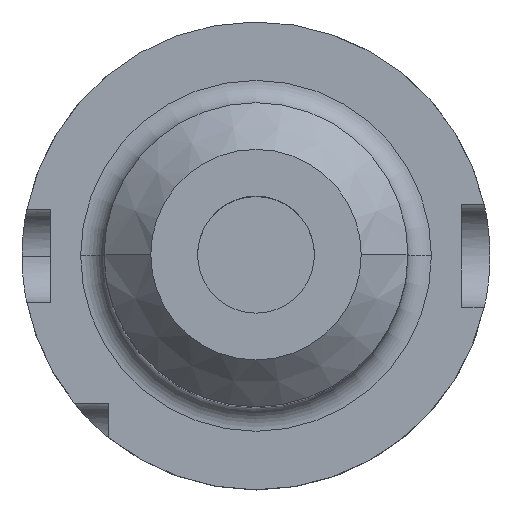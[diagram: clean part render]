
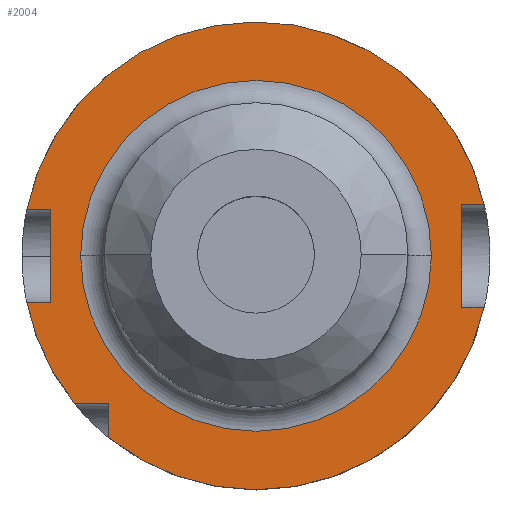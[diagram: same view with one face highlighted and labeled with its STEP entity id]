
A CAD part, top view. The second image highlights one B-rep face of the part: STEP entity #2004.
In plain terms, the highlighted planar face has unit normal (0, 0, 1).
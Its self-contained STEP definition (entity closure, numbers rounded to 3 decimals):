
#16 = CARTESIAN_POINT ( 'NONE',  ( 0., 0., 29. ) ) ;
#34 = VERTEX_POINT ( 'NONE', #484 ) ;
#118 = AXIS2_PLACEMENT_3D ( 'NONE', #2291, #1111, #2475 ) ;
#203 = EDGE_CURVE ( 'NONE', #2112, #1468, #624, .T. ) ;
#236 = EDGE_CURVE ( 'NONE', #1556, #1163, #1620, .T. ) ;
#252 = CIRCLE ( 'NONE', #1110, 50. ) ;
#255 = CARTESIAN_POINT ( 'NONE',  ( -31.5, -38.83, 29. ) ) ;
#258 = ORIENTED_EDGE ( 'NONE', *, *, #1059, .T. ) ;
#264 = DIRECTION ( 'NONE',  ( 0., -1., 0. ) ) ;
#301 = CARTESIAN_POINT ( 'NONE',  ( 0., 0., 29. ) ) ;
#306 = ORIENTED_EDGE ( 'NONE', *, *, #1420, .F. ) ;
#310 = DIRECTION ( 'NONE',  ( 1., 0., 0. ) ) ;
#356 = CARTESIAN_POINT ( 'NONE',  ( -37.5, 0., 29. ) ) ;
#376 = ORIENTED_EDGE ( 'NONE', *, *, #1448, .F. ) ;
#392 = DIRECTION ( 'NONE',  ( -1., 0., 0. ) ) ;
#395 = VECTOR ( 'NONE', #905, 1000. ) ;
#400 = EDGE_CURVE ( 'NONE', #1012, #34, #1182, .T. ) ;
#411 = CARTESIAN_POINT ( 'NONE',  ( 44., 11., 29. ) ) ;
#414 = CARTESIAN_POINT ( 'NONE',  ( -44., 10., 29. ) ) ;
#418 = ORIENTED_EDGE ( 'NONE', *, *, #2141, .F. ) ;
#420 = DIRECTION ( 'NONE',  ( -1., 0., 0. ) ) ;
#440 = ORIENTED_EDGE ( 'NONE', *, *, #2018, .F. ) ;
#455 = CARTESIAN_POINT ( 'NONE',  ( -38.83, -31.5, 29. ) ) ;
#473 = VERTEX_POINT ( 'NONE', #2481 ) ;
#484 = CARTESIAN_POINT ( 'NONE',  ( -44., -10., 29. ) ) ;
#493 = DIRECTION ( 'NONE',  ( 0., 0., 1. ) ) ;
#498 = EDGE_LOOP ( 'NONE', ( #306, #440, #376, #669, #883, #598, #1748, #564, #258, #2118, #418 ) ) ;
#510 = VERTEX_POINT ( 'NONE', #601 ) ;
#512 = PLANE ( 'NONE',  #2012 ) ;
#518 = CARTESIAN_POINT ( 'NONE',  ( -31.5, 32.5, 29. ) ) ;
#561 = ORIENTED_EDGE ( 'NONE', *, *, #236, .T. ) ;
#564 = ORIENTED_EDGE ( 'NONE', *, *, #709, .F. ) ;
#598 = ORIENTED_EDGE ( 'NONE', *, *, #2404, .T. ) ;
#601 = CARTESIAN_POINT ( 'NONE',  ( 48.775, 11., 29. ) ) ;
#615 = DIRECTION ( 'NONE',  ( -1., 0., 0. ) ) ;
#624 = LINE ( 'NONE', #841, #1561 ) ;
#637 = VERTEX_POINT ( 'NONE', #255 ) ;
#669 = ORIENTED_EDGE ( 'NONE', *, *, #203, .T. ) ;
#701 = DIRECTION ( 'NONE',  ( 1., 0., 0. ) ) ;
#709 = EDGE_CURVE ( 'NONE', #1039, #473, #1124, .T. ) ;
#712 = VECTOR ( 'NONE', #1536, 1000. ) ;
#733 = AXIS2_PLACEMENT_3D ( 'NONE', #2151, #988, #420 ) ;
#790 = EDGE_CURVE ( 'NONE', #1163, #1556, #1672, .T. ) ;
#841 = CARTESIAN_POINT ( 'NONE',  ( 0., -11., 29. ) ) ;
#854 = EDGE_LOOP ( 'NONE', ( #1109, #561 ) ) ;
#883 = ORIENTED_EDGE ( 'NONE', *, *, #1307, .F. ) ;
#893 = VECTOR ( 'NONE', #1637, 1000. ) ;
#905 = DIRECTION ( 'NONE',  ( 0., 1., 0. ) ) ;
#907 = CARTESIAN_POINT ( 'NONE',  ( 0., 10., 29. ) ) ;
#911 = CIRCLE ( 'NONE', #118, 50. ) ;
#915 = LINE ( 'NONE', #2119, #1362 ) ;
#988 = DIRECTION ( 'NONE',  ( 0., 0., -1. ) ) ;
#992 = FACE_OUTER_BOUND ( 'NONE', #498, .T. ) ;
#1012 = VERTEX_POINT ( 'NONE', #1137 ) ;
#1018 = CARTESIAN_POINT ( 'NONE',  ( -44., 10., 29. ) ) ;
#1039 = VERTEX_POINT ( 'NONE', #414 ) ;
#1059 = EDGE_CURVE ( 'NONE', #1039, #34, #2335, .T. ) ;
#1085 = CARTESIAN_POINT ( 'NONE',  ( 0., 0., 29. ) ) ;
#1092 = VERTEX_POINT ( 'NONE', #455 ) ;
#1109 = ORIENTED_EDGE ( 'NONE', *, *, #790, .T. ) ;
#1110 = AXIS2_PLACEMENT_3D ( 'NONE', #16, #1334, #392 ) ;
#1111 = DIRECTION ( 'NONE',  ( 0., 0., -1. ) ) ;
#1124 = LINE ( 'NONE', #907, #2098 ) ;
#1137 = CARTESIAN_POINT ( 'NONE',  ( -48.99, -10., 29. ) ) ;
#1139 = CARTESIAN_POINT ( 'NONE',  ( 0., -10., 29. ) ) ;
#1163 = VERTEX_POINT ( 'NONE', #1718 ) ;
#1182 = LINE ( 'NONE', #1139, #712 ) ;
#1203 = CARTESIAN_POINT ( 'NONE',  ( 0., -31.5, 29. ) ) ;
#1206 = VECTOR ( 'NONE', #615, 1000. ) ;
#1214 = LINE ( 'NONE', #2222, #893 ) ;
#1303 = DIRECTION ( 'NONE',  ( -1., 0., 0. ) ) ;
#1307 = EDGE_CURVE ( 'NONE', #2260, #1468, #915, .T. ) ;
#1334 = DIRECTION ( 'NONE',  ( 0., 0., -1. ) ) ;
#1353 = EDGE_CURVE ( 'NONE', #473, #510, #252, .T. ) ;
#1362 = VECTOR ( 'NONE', #1542, 1000. ) ;
#1420 = EDGE_CURVE ( 'NONE', #1747, #1092, #2091, .T. ) ;
#1448 = EDGE_CURVE ( 'NONE', #2112, #637, #2271, .T. ) ;
#1449 = DIRECTION ( 'NONE',  ( -1., 0., 0. ) ) ;
#1456 = VECTOR ( 'NONE', #264, 1000. ) ;
#1468 = VERTEX_POINT ( 'NONE', #2002 ) ;
#1481 = DIRECTION ( 'NONE',  ( 1., 0., 0. ) ) ;
#1536 = DIRECTION ( 'NONE',  ( 1., 0., 0. ) ) ;
#1542 = DIRECTION ( 'NONE',  ( 0., -1., 0. ) ) ;
#1556 = VERTEX_POINT ( 'NONE', #356 ) ;
#1561 = VECTOR ( 'NONE', #1303, 1000. ) ;
#1620 = CIRCLE ( 'NONE', #1722, 37.5 ) ;
#1637 = DIRECTION ( 'NONE',  ( 1., 0., 0. ) ) ;
#1648 = DIRECTION ( 'NONE',  ( 0., 0., -1. ) ) ;
#1672 = CIRCLE ( 'NONE', #1702, 37.5 ) ;
#1702 = AXIS2_PLACEMENT_3D ( 'NONE', #1085, #2285, #1481 ) ;
#1704 = CARTESIAN_POINT ( 'NONE',  ( 48.775, -11., 29. ) ) ;
#1718 = CARTESIAN_POINT ( 'NONE',  ( 37.5, 0., 29. ) ) ;
#1722 = AXIS2_PLACEMENT_3D ( 'NONE', #301, #1648, #701 ) ;
#1747 = VERTEX_POINT ( 'NONE', #1800 ) ;
#1748 = ORIENTED_EDGE ( 'NONE', *, *, #1353, .F. ) ;
#1800 = CARTESIAN_POINT ( 'NONE',  ( -31.5, -31.5, 29. ) ) ;
#1855 = LINE ( 'NONE', #518, #395 ) ;
#2002 = CARTESIAN_POINT ( 'NONE',  ( 44., -11., 29. ) ) ;
#2004 = ADVANCED_FACE ( 'NONE', ( #2086, #992 ), #512, .T. ) ;
#2012 = AXIS2_PLACEMENT_3D ( 'NONE', #2047, #493, #310 ) ;
#2018 = EDGE_CURVE ( 'NONE', #637, #1747, #1855, .T. ) ;
#2047 = CARTESIAN_POINT ( 'NONE',  ( 0., 32.5, 29. ) ) ;
#2086 = FACE_BOUND ( 'NONE', #854, .T. ) ;
#2091 = LINE ( 'NONE', #1203, #1206 ) ;
#2098 = VECTOR ( 'NONE', #1449, 1000. ) ;
#2112 = VERTEX_POINT ( 'NONE', #1704 ) ;
#2118 = ORIENTED_EDGE ( 'NONE', *, *, #400, .F. ) ;
#2119 = CARTESIAN_POINT ( 'NONE',  ( 44., -11., 29. ) ) ;
#2141 = EDGE_CURVE ( 'NONE', #1092, #1012, #911, .T. ) ;
#2151 = CARTESIAN_POINT ( 'NONE',  ( 0., 0., 29. ) ) ;
#2222 = CARTESIAN_POINT ( 'NONE',  ( 0., 11., 29. ) ) ;
#2260 = VERTEX_POINT ( 'NONE', #411 ) ;
#2271 = CIRCLE ( 'NONE', #733, 50. ) ;
#2285 = DIRECTION ( 'NONE',  ( 0., 0., -1. ) ) ;
#2291 = CARTESIAN_POINT ( 'NONE',  ( 0., 0., 29. ) ) ;
#2335 = LINE ( 'NONE', #1018, #1456 ) ;
#2404 = EDGE_CURVE ( 'NONE', #2260, #510, #1214, .T. ) ;
#2475 = DIRECTION ( 'NONE',  ( -1., 0., 0. ) ) ;
#2481 = CARTESIAN_POINT ( 'NONE',  ( -48.99, 10., 29. ) ) ;
